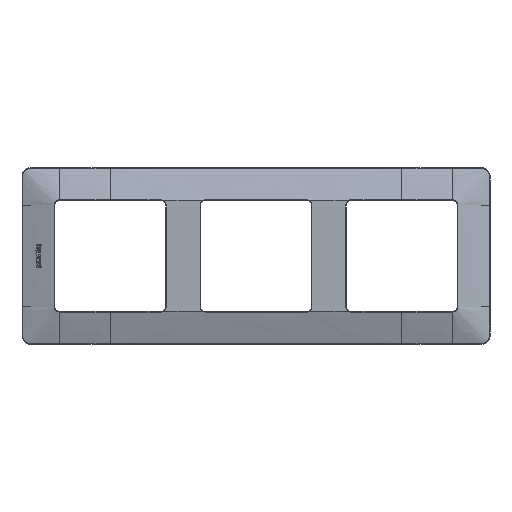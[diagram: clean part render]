
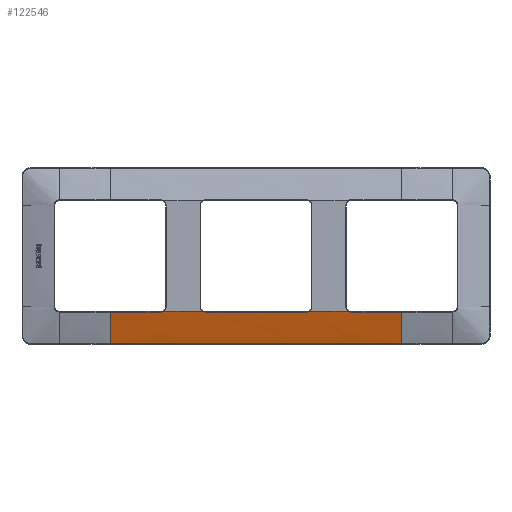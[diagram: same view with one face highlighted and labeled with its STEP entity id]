
A CAD part, top view. The second image highlights one B-rep face of the part: STEP entity #122546.
In plain terms, the highlighted face is a extrusion surface.
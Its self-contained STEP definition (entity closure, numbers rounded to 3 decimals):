
#118674=CARTESIAN_POINT('Vertex',(0.,-42.55,4.839)) ;
#118678=CARTESIAN_POINT('Control Point',(0.,-27.31,9.712)) ;
#118679=CARTESIAN_POINT('Control Point',(0.,-30.446,8.827)) ;
#118680=CARTESIAN_POINT('Control Point',(0.,-33.554,7.927)) ;
#118681=CARTESIAN_POINT('Control Point',(0.,-36.462,6.979)) ;
#118682=CARTESIAN_POINT('Control Point',(0.,-39.515,5.919)) ;
#118683=CARTESIAN_POINT('Control Point',(0.,-42.55,4.839)) ;
#118684=CARTESIAN_POINT('Vertex',(0.,-27.31,9.712)) ;
#120054=CARTESIAN_POINT('Vertex',(24.843,-27.31,9.712)) ;
#120062=CARTESIAN_POINT('Line Origine',(67.81,-27.31,9.712)) ;
#120606=CARTESIAN_POINT('Control Point',(26.029,-27.,9.8)) ;
#120607=CARTESIAN_POINT('Control Point',(26.02,-27.005,9.798)) ;
#120608=CARTESIAN_POINT('Control Point',(26.01,-27.011,9.797)) ;
#120609=CARTESIAN_POINT('Control Point',(26.001,-27.016,9.795)) ;
#120610=CARTESIAN_POINT('Control Point',(25.891,-27.075,9.779)) ;
#120611=CARTESIAN_POINT('Control Point',(25.775,-27.129,9.764)) ;
#120612=CARTESIAN_POINT('Control Point',(25.665,-27.171,9.751)) ;
#120613=CARTESIAN_POINT('Control Point',(25.439,-27.243,9.731)) ;
#120614=CARTESIAN_POINT('Control Point',(25.202,-27.288,9.719)) ;
#120615=CARTESIAN_POINT('Control Point',(25.083,-27.303,9.714)) ;
#120616=CARTESIAN_POINT('Control Point',(24.963,-27.31,9.712)) ;
#120617=CARTESIAN_POINT('Control Point',(24.843,-27.31,9.712)) ;
#120618=CARTESIAN_POINT('Vertex',(26.029,-27.,9.8)) ;
#120860=CARTESIAN_POINT('Control Point',(142.,-27.31,9.712)) ;
#120861=CARTESIAN_POINT('Control Point',(142.,-30.446,8.827)) ;
#120862=CARTESIAN_POINT('Control Point',(142.,-33.554,7.927)) ;
#120863=CARTESIAN_POINT('Control Point',(142.,-36.462,6.979)) ;
#120864=CARTESIAN_POINT('Control Point',(142.,-39.515,5.919)) ;
#120865=CARTESIAN_POINT('Control Point',(142.,-42.55,4.839)) ;
#120866=CARTESIAN_POINT('Vertex',(142.,-27.31,9.712)) ;
#120868=CARTESIAN_POINT('Vertex',(142.,-42.55,4.839)) ;
#121865=CARTESIAN_POINT('Vertex',(117.158,-27.31,9.712)) ;
#121868=CARTESIAN_POINT('Line Origine',(74.19,-27.31,9.712)) ;
#121919=CARTESIAN_POINT('Control Point',(117.158,-27.31,9.712)) ;
#121920=CARTESIAN_POINT('Control Point',(117.05,-27.31,9.712)) ;
#121921=CARTESIAN_POINT('Control Point',(116.943,-27.304,9.714)) ;
#121922=CARTESIAN_POINT('Control Point',(116.837,-27.293,9.717)) ;
#121923=CARTESIAN_POINT('Control Point',(116.624,-27.257,9.727)) ;
#121924=CARTESIAN_POINT('Control Point',(116.419,-27.199,9.744)) ;
#121925=CARTESIAN_POINT('Control Point',(116.318,-27.164,9.754)) ;
#121926=CARTESIAN_POINT('Control Point',(116.187,-27.111,9.769)) ;
#121927=CARTESIAN_POINT('Control Point',(116.062,-27.049,9.786)) ;
#121928=CARTESIAN_POINT('Control Point',(116.031,-27.033,9.79)) ;
#121929=CARTESIAN_POINT('Control Point',(116.001,-27.017,9.795)) ;
#121930=CARTESIAN_POINT('Control Point',(115.971,-27.,9.8)) ;
#121931=CARTESIAN_POINT('Vertex',(115.971,-27.,9.8)) ;
#122329=CARTESIAN_POINT('Vertex',(44.971,-27.,9.8)) ;
#122380=CARTESIAN_POINT('Line Origine',(35.5,-27.,9.8)) ;
#122465=CARTESIAN_POINT('Vertex',(97.029,-27.,9.8)) ;
#122468=CARTESIAN_POINT('Line Origine',(106.5,-27.,9.8)) ;
#122495=CARTESIAN_POINT('Control Point',(0.,-27.,9.8)) ;
#122496=CARTESIAN_POINT('Control Point',(0.,-30.199,8.898)) ;
#122497=CARTESIAN_POINT('Control Point',(0.,-33.381,7.984)) ;
#122498=CARTESIAN_POINT('Control Point',(0.,-36.341,7.021)) ;
#122499=CARTESIAN_POINT('Control Point',(0.,-39.455,5.94)) ;
#122500=CARTESIAN_POINT('Control Point',(0.,-42.55,4.839)) ;
#122504=CARTESIAN_POINT('Line Origine',(71.512,-42.55,4.839)) ;
#122510=CARTESIAN_POINT('Control Point',(97.029,-27.,9.8)) ;
#122511=CARTESIAN_POINT('Control Point',(96.772,-27.145,9.759)) ;
#122512=CARTESIAN_POINT('Control Point',(96.48,-27.254,9.728)) ;
#122513=CARTESIAN_POINT('Control Point',(96.161,-27.31,9.712)) ;
#122514=CARTESIAN_POINT('Control Point',(95.843,-27.31,9.712)) ;
#122515=CARTESIAN_POINT('Vertex',(95.843,-27.31,9.712)) ;
#122518=CARTESIAN_POINT('Line Origine',(71.512,-27.31,9.712)) ;
#122522=CARTESIAN_POINT('Vertex',(46.158,-27.31,9.712)) ;
#122526=CARTESIAN_POINT('Control Point',(46.158,-27.31,9.712)) ;
#122527=CARTESIAN_POINT('Control Point',(45.839,-27.31,9.712)) ;
#122528=CARTESIAN_POINT('Control Point',(45.52,-27.254,9.728)) ;
#122529=CARTESIAN_POINT('Control Point',(45.228,-27.145,9.759)) ;
#122530=CARTESIAN_POINT('Control Point',(44.971,-27.,9.8)) ;
#120063=DIRECTION('Vector Direction',(1.,0.,0.)) ;
#121869=DIRECTION('Vector Direction',(1.,0.,0.)) ;
#122381=DIRECTION('Vector Direction',(1.,0.,0.)) ;
#122469=DIRECTION('Vector Direction',(1.,0.,0.)) ;
#122501=DIRECTION('Vector Direction',(1.,0.,0.)) ;
#122505=DIRECTION('Vector Direction',(1.,0.,0.)) ;
#122519=DIRECTION('Vector Direction',(1.,0.,0.)) ;
#120064=VECTOR('Line Direction',#120063,1.) ;
#121870=VECTOR('Line Direction',#121869,1.) ;
#122382=VECTOR('Line Direction',#122381,1.) ;
#122470=VECTOR('Line Direction',#122469,1.) ;
#122502=VECTOR('Extrusion Surface Vector',#122501,1.) ;
#122506=VECTOR('Line Direction',#122505,1.) ;
#122520=VECTOR('Line Direction',#122519,1.) ;
#122533=ORIENTED_EDGE('',*,*,#122384,.F.) ;
#122534=ORIENTED_EDGE('',*,*,#120620,.T.) ;
#122535=ORIENTED_EDGE('',*,*,#120066,.T.) ;
#122536=ORIENTED_EDGE('',*,*,#118686,.T.) ;
#122537=ORIENTED_EDGE('',*,*,#122508,.T.) ;
#122538=ORIENTED_EDGE('',*,*,#120870,.F.) ;
#122539=ORIENTED_EDGE('',*,*,#121872,.T.) ;
#122540=ORIENTED_EDGE('',*,*,#121933,.T.) ;
#122541=ORIENTED_EDGE('',*,*,#122472,.F.) ;
#122542=ORIENTED_EDGE('',*,*,#122517,.T.) ;
#122543=ORIENTED_EDGE('',*,*,#122524,.T.) ;
#122544=ORIENTED_EDGE('',*,*,#122531,.T.) ;
#122546=ADVANCED_FACE('PartBody',(#122545),#122503,.T.) ;
#118677=B_SPLINE_CURVE_WITH_KNOTS('',5,(#118678,#118679,#118680,#118681,#118682,#118683),.UNSPECIFIED.,.F.,.U.,(6,6),(0.456,23.484),.UNSPECIFIED.) ;
#120605=B_SPLINE_CURVE_WITH_KNOTS('',5,(#120606,#120607,#120608,#120609,#120610,#120611,#120612,#120613,#120614,#120615,#120616,#120617),.UNSPECIFIED.,.F.,.U.,(6,3,3,6),(6.533,6.612,7.443,8.257),.UNSPECIFIED.) ;
#120859=B_SPLINE_CURVE_WITH_KNOTS('',5,(#120860,#120861,#120862,#120863,#120864,#120865),.UNSPECIFIED.,.F.,.U.,(6,6),(0.456,23.484),.UNSPECIFIED.) ;
#121918=B_SPLINE_CURVE_WITH_KNOTS('',5,(#121919,#121920,#121921,#121922,#121923,#121924,#121925,#121926,#121927,#121928,#121929,#121930),.UNSPECIFIED.,.F.,.U.,(6,3,3,6),(8.257,8.982,9.728,9.98),.UNSPECIFIED.) ;
#122494=B_SPLINE_CURVE_WITH_KNOTS('',5,(#122495,#122496,#122497,#122498,#122499,#122500),.UNSPECIFIED.,.F.,.U.,(6,6),(0.,23.484),.UNSPECIFIED.) ;
#122509=B_SPLINE_CURVE_WITH_KNOTS('',4,(#122510,#122511,#122512,#122513,#122514),.UNSPECIFIED.,.F.,.U.,(5,5),(6.533,8.257),.UNSPECIFIED.) ;
#122525=B_SPLINE_CURVE_WITH_KNOTS('',4,(#122526,#122527,#122528,#122529,#122530),.UNSPECIFIED.,.F.,.U.,(5,5),(8.257,9.98),.UNSPECIFIED.) ;
#118686=EDGE_CURVE('',#118685,#118675,#118677,.T.) ;
#120066=EDGE_CURVE('',#120055,#118685,#120065,.F.) ;
#120620=EDGE_CURVE('',#120619,#120055,#120605,.T.) ;
#120870=EDGE_CURVE('',#120867,#120869,#120859,.T.) ;
#121872=EDGE_CURVE('',#120867,#121866,#121871,.F.) ;
#121933=EDGE_CURVE('',#121866,#121932,#121918,.T.) ;
#122384=EDGE_CURVE('',#120619,#122330,#122383,.T.) ;
#122472=EDGE_CURVE('',#122466,#121932,#122471,.T.) ;
#122508=EDGE_CURVE('',#118675,#120869,#122507,.T.) ;
#122517=EDGE_CURVE('',#122466,#122516,#122509,.T.) ;
#122524=EDGE_CURVE('',#122516,#122523,#122521,.F.) ;
#122531=EDGE_CURVE('',#122523,#122330,#122525,.T.) ;
#122532=EDGE_LOOP('',(#122533,#122534,#122535,#122536,#122537,#122538,#122539,#122540,#122541,#122542,#122543,#122544)) ;
#122545=FACE_OUTER_BOUND('',#122532,.T.) ;
#120065=LINE('Line',#120062,#120064) ;
#121871=LINE('Line',#121868,#121870) ;
#122383=LINE('Line',#122380,#122382) ;
#122471=LINE('Line',#122468,#122470) ;
#122507=LINE('Line',#122504,#122506) ;
#122521=LINE('Line',#122518,#122520) ;
#122503=SURFACE_OF_LINEAR_EXTRUSION('generated tabulated cylinder',#122494,#122502) ;
#118675=VERTEX_POINT('',#118674) ;
#118685=VERTEX_POINT('',#118684) ;
#120055=VERTEX_POINT('',#120054) ;
#120619=VERTEX_POINT('',#120618) ;
#120867=VERTEX_POINT('',#120866) ;
#120869=VERTEX_POINT('',#120868) ;
#121866=VERTEX_POINT('',#121865) ;
#121932=VERTEX_POINT('',#121931) ;
#122330=VERTEX_POINT('',#122329) ;
#122466=VERTEX_POINT('',#122465) ;
#122516=VERTEX_POINT('',#122515) ;
#122523=VERTEX_POINT('',#122522) ;
